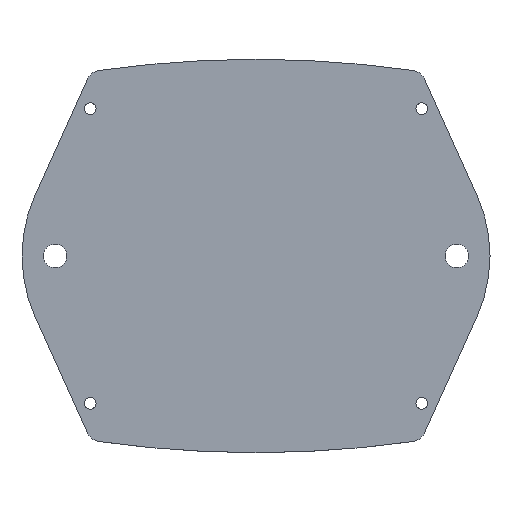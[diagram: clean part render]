
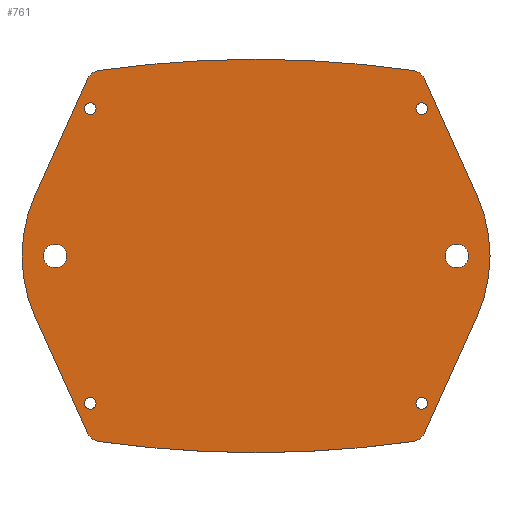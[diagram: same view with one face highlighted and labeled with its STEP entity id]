
A CAD part, top view. The second image highlights one B-rep face of the part: STEP entity #761.
In plain terms, the highlighted planar face has unit normal (0, 0, 1).
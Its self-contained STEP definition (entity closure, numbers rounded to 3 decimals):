
#97 = VERTEX_POINT('',#98);
#98 = CARTESIAN_POINT('',(42.681,-50.322,0.));
#104 = EDGE_CURVE('',#97,#105,#107,.T.);
#105 = VERTEX_POINT('',#106);
#106 = CARTESIAN_POINT('',(45.759,-48.004,0.));
#107 = CIRCLE('',#108,4.);
#108 = AXIS2_PLACEMENT_3D('',#109,#110,#111);
#109 = CARTESIAN_POINT('',(42.112,-46.362,0.));
#110 = DIRECTION('',(0.,-0.,1.));
#111 = DIRECTION('',(0.,1.,0.));
#138 = VERTEX_POINT('',#139);
#139 = CARTESIAN_POINT('',(59.976,-16.417,0.));
#145 = EDGE_CURVE('',#105,#138,#146,.T.);
#146 = LINE('',#147,#148);
#147 = CARTESIAN_POINT('',(44.861,-50.,0.));
#148 = VECTOR('',#149,1.);
#149 = DIRECTION('',(0.41,0.912,0.));
#217 = VERTEX_POINT('',#218);
#218 = CARTESIAN_POINT('',(42.681,50.322,0.));
#226 = EDGE_CURVE('',#217,#227,#229,.T.);
#227 = VERTEX_POINT('',#228);
#228 = CARTESIAN_POINT('',(45.759,48.004,0.));
#229 = CIRCLE('',#230,4.);
#230 = AXIS2_PLACEMENT_3D('',#231,#232,#233);
#231 = CARTESIAN_POINT('',(42.112,46.362,0.));
#232 = DIRECTION('',(0.,0.,-1.));
#233 = DIRECTION('',(-0.,-1.,-0.));
#300 = VERTEX_POINT('',#301);
#301 = CARTESIAN_POINT('',(59.976,16.417,0.));
#307 = EDGE_CURVE('',#227,#300,#308,.T.);
#308 = LINE('',#309,#310);
#309 = CARTESIAN_POINT('',(44.861,50.,0.));
#310 = VECTOR('',#311,1.);
#311 = DIRECTION('',(0.41,-0.912,0.));
#469 = VERTEX_POINT('',#470);
#470 = CARTESIAN_POINT('',(-42.681,50.322,0.));
#476 = EDGE_CURVE('',#469,#477,#479,.T.);
#477 = VERTEX_POINT('',#478);
#478 = CARTESIAN_POINT('',(-45.759,48.004,0.));
#479 = CIRCLE('',#480,4.);
#480 = AXIS2_PLACEMENT_3D('',#481,#482,#483);
#481 = CARTESIAN_POINT('',(-42.112,46.362,0.));
#482 = DIRECTION('',(-0.,0.,1.));
#483 = DIRECTION('',(0.,-1.,0.));
#510 = VERTEX_POINT('',#511);
#511 = CARTESIAN_POINT('',(-59.976,16.417,0.));
#517 = EDGE_CURVE('',#477,#510,#518,.T.);
#518 = LINE('',#519,#520);
#519 = CARTESIAN_POINT('',(-44.861,50.,0.));
#520 = VECTOR('',#521,1.);
#521 = DIRECTION('',(-0.41,-0.912,-0.));
#655 = VERTEX_POINT('',#656);
#656 = CARTESIAN_POINT('',(-42.681,-50.322,0.));
#662 = EDGE_CURVE('',#655,#663,#665,.T.);
#663 = VERTEX_POINT('',#664);
#664 = CARTESIAN_POINT('',(-45.759,-48.004,0.));
#665 = CIRCLE('',#666,4.);
#666 = AXIS2_PLACEMENT_3D('',#667,#668,#669);
#667 = CARTESIAN_POINT('',(-42.112,-46.362,0.));
#668 = DIRECTION('',(0.,0.,-1.));
#669 = DIRECTION('',(0.,1.,0.));
#696 = VERTEX_POINT('',#697);
#697 = CARTESIAN_POINT('',(-59.976,-16.417,0.));
#703 = EDGE_CURVE('',#663,#696,#704,.T.);
#704 = LINE('',#705,#706);
#705 = CARTESIAN_POINT('',(-44.861,-50.,0.));
#706 = VECTOR('',#707,1.);
#707 = DIRECTION('',(-0.41,0.912,0.));
#761 = ADVANCED_FACE('',(#762,#836,#856,#876,#887,#898,#909),#920,.T.);
#762 = FACE_BOUND('',#763,.T.);
#763 = EDGE_LOOP('',(#764,#773,#780,#781,#782,#791,#798,#799,#800,#809,
    #816,#817,#818,#827,#834,#835));
#764 = ORIENTED_EDGE('',*,*,#765,.F.);
#765 = EDGE_CURVE('',#766,#217,#768,.T.);
#766 = VERTEX_POINT('',#767);
#767 = CARTESIAN_POINT('',(0.,53.373,0.));
#768 = CIRCLE('',#769,300.);
#769 = AXIS2_PLACEMENT_3D('',#770,#771,#772);
#770 = CARTESIAN_POINT('',(0.,-246.627,0.));
#771 = DIRECTION('',(0.,0.,-1.));
#772 = DIRECTION('',(1.,0.,0.));
#773 = ORIENTED_EDGE('',*,*,#774,.T.);
#774 = EDGE_CURVE('',#766,#469,#775,.T.);
#775 = CIRCLE('',#776,300.);
#776 = AXIS2_PLACEMENT_3D('',#777,#778,#779);
#777 = CARTESIAN_POINT('',(0.,-246.627,0.));
#778 = DIRECTION('',(-0.,0.,1.));
#779 = DIRECTION('',(-1.,-0.,-0.));
#780 = ORIENTED_EDGE('',*,*,#476,.T.);
#781 = ORIENTED_EDGE('',*,*,#517,.T.);
#782 = ORIENTED_EDGE('',*,*,#783,.T.);
#783 = EDGE_CURVE('',#510,#784,#786,.T.);
#784 = VERTEX_POINT('',#785);
#785 = CARTESIAN_POINT('',(-63.5,0.,0.));
#786 = CIRCLE('',#787,40.);
#787 = AXIS2_PLACEMENT_3D('',#788,#789,#790);
#788 = CARTESIAN_POINT('',(-23.5,0.,0.));
#789 = DIRECTION('',(-0.,0.,1.));
#790 = DIRECTION('',(-1.,-0.,-0.));
#791 = ORIENTED_EDGE('',*,*,#792,.F.);
#792 = EDGE_CURVE('',#696,#784,#793,.T.);
#793 = CIRCLE('',#794,40.);
#794 = AXIS2_PLACEMENT_3D('',#795,#796,#797);
#795 = CARTESIAN_POINT('',(-23.5,0.,0.));
#796 = DIRECTION('',(0.,0.,-1.));
#797 = DIRECTION('',(-1.,-0.,-0.));
#798 = ORIENTED_EDGE('',*,*,#703,.F.);
#799 = ORIENTED_EDGE('',*,*,#662,.F.);
#800 = ORIENTED_EDGE('',*,*,#801,.F.);
#801 = EDGE_CURVE('',#802,#655,#804,.T.);
#802 = VERTEX_POINT('',#803);
#803 = CARTESIAN_POINT('',(0.,-53.373,0.));
#804 = CIRCLE('',#805,300.);
#805 = AXIS2_PLACEMENT_3D('',#806,#807,#808);
#806 = CARTESIAN_POINT('',(0.,246.627,0.));
#807 = DIRECTION('',(0.,0.,-1.));
#808 = DIRECTION('',(-1.,-0.,-0.));
#809 = ORIENTED_EDGE('',*,*,#810,.T.);
#810 = EDGE_CURVE('',#802,#97,#811,.T.);
#811 = CIRCLE('',#812,300.);
#812 = AXIS2_PLACEMENT_3D('',#813,#814,#815);
#813 = CARTESIAN_POINT('',(0.,246.627,0.));
#814 = DIRECTION('',(0.,0.,1.));
#815 = DIRECTION('',(1.,0.,0.));
#816 = ORIENTED_EDGE('',*,*,#104,.T.);
#817 = ORIENTED_EDGE('',*,*,#145,.T.);
#818 = ORIENTED_EDGE('',*,*,#819,.T.);
#819 = EDGE_CURVE('',#138,#820,#822,.T.);
#820 = VERTEX_POINT('',#821);
#821 = CARTESIAN_POINT('',(63.5,0.,0.));
#822 = CIRCLE('',#823,40.);
#823 = AXIS2_PLACEMENT_3D('',#824,#825,#826);
#824 = CARTESIAN_POINT('',(23.5,0.,0.));
#825 = DIRECTION('',(0.,0.,1.));
#826 = DIRECTION('',(1.,0.,0.));
#827 = ORIENTED_EDGE('',*,*,#828,.F.);
#828 = EDGE_CURVE('',#300,#820,#829,.T.);
#829 = CIRCLE('',#830,40.);
#830 = AXIS2_PLACEMENT_3D('',#831,#832,#833);
#831 = CARTESIAN_POINT('',(23.5,0.,0.));
#832 = DIRECTION('',(0.,0.,-1.));
#833 = DIRECTION('',(1.,0.,0.));
#834 = ORIENTED_EDGE('',*,*,#307,.F.);
#835 = ORIENTED_EDGE('',*,*,#226,.F.);
#836 = FACE_BOUND('',#837,.T.);
#837 = EDGE_LOOP('',(#838,#849));
#838 = ORIENTED_EDGE('',*,*,#839,.T.);
#839 = EDGE_CURVE('',#840,#842,#844,.T.);
#840 = VERTEX_POINT('',#841);
#841 = CARTESIAN_POINT('',(51.3,0.,0.));
#842 = VERTEX_POINT('',#843);
#843 = CARTESIAN_POINT('',(57.7,0.,0.));
#844 = CIRCLE('',#845,3.2);
#845 = AXIS2_PLACEMENT_3D('',#846,#847,#848);
#846 = CARTESIAN_POINT('',(54.5,0.,0.));
#847 = DIRECTION('',(0.,0.,-1.));
#848 = DIRECTION('',(1.,0.,0.));
#849 = ORIENTED_EDGE('',*,*,#850,.F.);
#850 = EDGE_CURVE('',#840,#842,#851,.T.);
#851 = CIRCLE('',#852,3.2);
#852 = AXIS2_PLACEMENT_3D('',#853,#854,#855);
#853 = CARTESIAN_POINT('',(54.5,0.,0.));
#854 = DIRECTION('',(0.,0.,1.));
#855 = DIRECTION('',(1.,0.,0.));
#856 = FACE_BOUND('',#857,.T.);
#857 = EDGE_LOOP('',(#858,#869));
#858 = ORIENTED_EDGE('',*,*,#859,.F.);
#859 = EDGE_CURVE('',#860,#862,#864,.T.);
#860 = VERTEX_POINT('',#861);
#861 = CARTESIAN_POINT('',(-51.3,0.,0.));
#862 = VERTEX_POINT('',#863);
#863 = CARTESIAN_POINT('',(-57.7,0.,0.));
#864 = CIRCLE('',#865,3.2);
#865 = AXIS2_PLACEMENT_3D('',#866,#867,#868);
#866 = CARTESIAN_POINT('',(-54.5,0.,0.));
#867 = DIRECTION('',(-0.,0.,1.));
#868 = DIRECTION('',(-1.,-0.,-0.));
#869 = ORIENTED_EDGE('',*,*,#870,.T.);
#870 = EDGE_CURVE('',#860,#862,#871,.T.);
#871 = CIRCLE('',#872,3.2);
#872 = AXIS2_PLACEMENT_3D('',#873,#874,#875);
#873 = CARTESIAN_POINT('',(-54.5,0.,0.));
#874 = DIRECTION('',(0.,0.,-1.));
#875 = DIRECTION('',(-1.,-0.,-0.));
#876 = FACE_BOUND('',#877,.T.);
#877 = EDGE_LOOP('',(#878));
#878 = ORIENTED_EDGE('',*,*,#879,.F.);
#879 = EDGE_CURVE('',#880,#880,#882,.T.);
#880 = VERTEX_POINT('',#881);
#881 = CARTESIAN_POINT('',(46.6,40.,0.));
#882 = CIRCLE('',#883,1.6);
#883 = AXIS2_PLACEMENT_3D('',#884,#885,#886);
#884 = CARTESIAN_POINT('',(45.,40.,0.));
#885 = DIRECTION('',(0.,0.,1.));
#886 = DIRECTION('',(1.,0.,0.));
#887 = FACE_BOUND('',#888,.T.);
#888 = EDGE_LOOP('',(#889));
#889 = ORIENTED_EDGE('',*,*,#890,.T.);
#890 = EDGE_CURVE('',#891,#891,#893,.T.);
#891 = VERTEX_POINT('',#892);
#892 = CARTESIAN_POINT('',(-46.6,40.,0.));
#893 = CIRCLE('',#894,1.6);
#894 = AXIS2_PLACEMENT_3D('',#895,#896,#897);
#895 = CARTESIAN_POINT('',(-45.,40.,0.));
#896 = DIRECTION('',(0.,0.,-1.));
#897 = DIRECTION('',(-1.,-0.,-0.));
#898 = FACE_BOUND('',#899,.T.);
#899 = EDGE_LOOP('',(#900));
#900 = ORIENTED_EDGE('',*,*,#901,.F.);
#901 = EDGE_CURVE('',#902,#902,#904,.T.);
#902 = VERTEX_POINT('',#903);
#903 = CARTESIAN_POINT('',(-46.6,-40.,0.));
#904 = CIRCLE('',#905,1.6);
#905 = AXIS2_PLACEMENT_3D('',#906,#907,#908);
#906 = CARTESIAN_POINT('',(-45.,-40.,0.));
#907 = DIRECTION('',(0.,0.,1.));
#908 = DIRECTION('',(-1.,-0.,-0.));
#909 = FACE_BOUND('',#910,.T.);
#910 = EDGE_LOOP('',(#911));
#911 = ORIENTED_EDGE('',*,*,#912,.T.);
#912 = EDGE_CURVE('',#913,#913,#915,.T.);
#913 = VERTEX_POINT('',#914);
#914 = CARTESIAN_POINT('',(46.6,-40.,0.));
#915 = CIRCLE('',#916,1.6);
#916 = AXIS2_PLACEMENT_3D('',#917,#918,#919);
#917 = CARTESIAN_POINT('',(45.,-40.,0.));
#918 = DIRECTION('',(0.,0.,-1.));
#919 = DIRECTION('',(1.,0.,0.));
#920 = PLANE('',#921);
#921 = AXIS2_PLACEMENT_3D('',#922,#923,#924);
#922 = CARTESIAN_POINT('',(0.,0.,0.));
#923 = DIRECTION('',(0.,0.,1.));
#924 = DIRECTION('',(1.,0.,0.));
